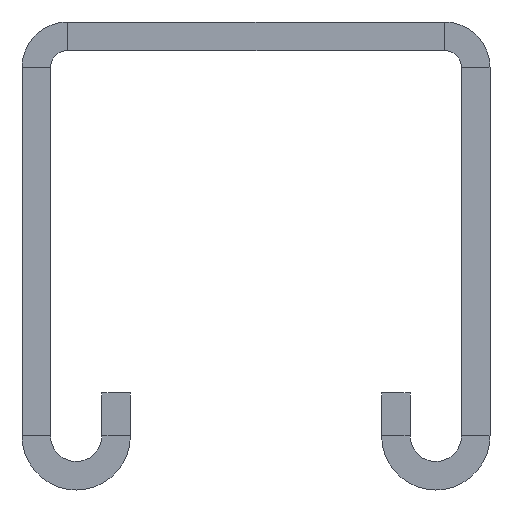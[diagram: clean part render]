
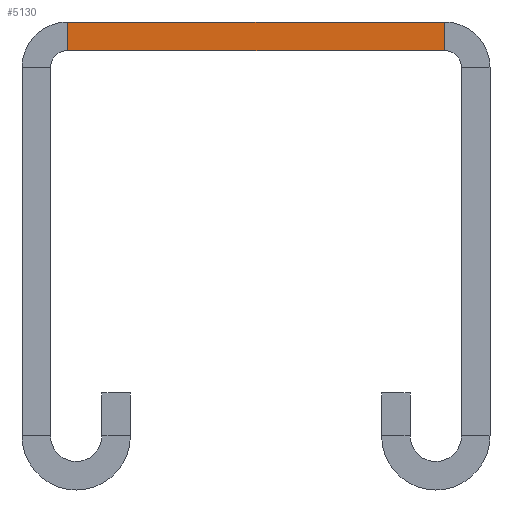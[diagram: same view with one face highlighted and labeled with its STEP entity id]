
A CAD part, front view. The second image highlights one B-rep face of the part: STEP entity #5130.
In plain terms, the highlighted planar face has unit normal (0, -1, 0).
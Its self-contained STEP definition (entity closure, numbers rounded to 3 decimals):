
#96 = VERTEX_POINT ( 'NONE', #1068 ) ;
#190 = CARTESIAN_POINT ( 'NONE',  ( 16.5, 0., 0. ) ) ;
#194 = CARTESIAN_POINT ( 'NONE',  ( 16.5, 0., -2.5 ) ) ;
#284 = VECTOR ( 'NONE', #773, 1000. ) ;
#313 = EDGE_CURVE ( 'NONE', #2692, #3774, #4310, .T. ) ;
#314 = ORIENTED_EDGE ( 'NONE', *, *, #3709, .F. ) ;
#728 = CARTESIAN_POINT ( 'NONE',  ( -16.5, 0., -2.5 ) ) ;
#773 = DIRECTION ( 'NONE',  ( 0., 0., -1. ) ) ;
#866 = VECTOR ( 'NONE', #3339, 1000. ) ;
#1068 = CARTESIAN_POINT ( 'NONE',  ( -16.5, 0., -2.5 ) ) ;
#1369 = LINE ( 'NONE', #728, #866 ) ;
#2190 = AXIS2_PLACEMENT_3D ( 'NONE', #3848, #4388, #4366 ) ;
#2670 = CARTESIAN_POINT ( 'NONE',  ( 16.5, 0., -2.5 ) ) ;
#2692 = VERTEX_POINT ( 'NONE', #2670 ) ;
#3014 = LINE ( 'NONE', #3283, #5772 ) ;
#3116 = LINE ( 'NONE', #4494, #284 ) ;
#3283 = CARTESIAN_POINT ( 'NONE',  ( -16.5, 0., 0. ) ) ;
#3339 = DIRECTION ( 'NONE',  ( -1., 0., 0. ) ) ;
#3709 = EDGE_CURVE ( 'NONE', #2692, #96, #1369, .T. ) ;
#3774 = VERTEX_POINT ( 'NONE', #190 ) ;
#3779 = EDGE_LOOP ( 'NONE', ( #5357, #4646, #314, #6693 ) ) ;
#3848 = CARTESIAN_POINT ( 'NONE',  ( -18., 0., -4. ) ) ;
#3898 = EDGE_CURVE ( 'NONE', #6063, #96, #3116, .T. ) ;
#3905 = DIRECTION ( 'NONE',  ( 0., 0., 1. ) ) ;
#4310 = LINE ( 'NONE', #194, #5500 ) ;
#4366 = DIRECTION ( 'NONE',  ( 0., 0., -1. ) ) ;
#4388 = DIRECTION ( 'NONE',  ( 0., -1., 0. ) ) ;
#4494 = CARTESIAN_POINT ( 'NONE',  ( -16.5, 0., 0. ) ) ;
#4565 = EDGE_CURVE ( 'NONE', #3774, #6063, #3014, .T. ) ;
#4582 = CARTESIAN_POINT ( 'NONE',  ( -16.5, 0., 0. ) ) ;
#4646 = ORIENTED_EDGE ( 'NONE', *, *, #3898, .T. ) ;
#5130 = ADVANCED_FACE ( 'NONE', ( #5518 ), #5438, .T. ) ;
#5357 = ORIENTED_EDGE ( 'NONE', *, *, #4565, .T. ) ;
#5438 = PLANE ( 'NONE',  #2190 ) ;
#5448 = DIRECTION ( 'NONE',  ( -1., 0., 0. ) ) ;
#5500 = VECTOR ( 'NONE', #3905, 1000. ) ;
#5518 = FACE_OUTER_BOUND ( 'NONE', #3779, .T. ) ;
#5772 = VECTOR ( 'NONE', #5448, 1000. ) ;
#6063 = VERTEX_POINT ( 'NONE', #4582 ) ;
#6693 = ORIENTED_EDGE ( 'NONE', *, *, #313, .T. ) ;
